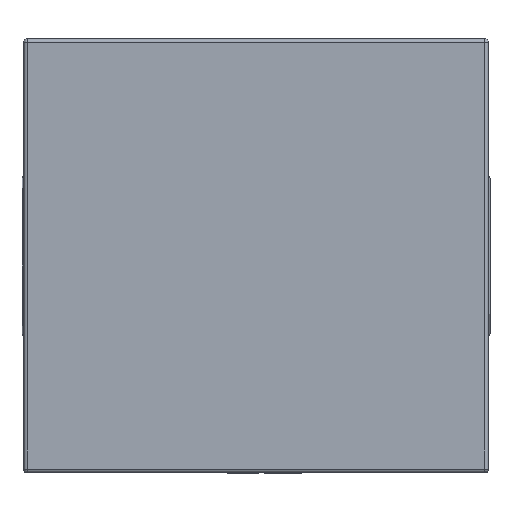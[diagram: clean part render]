
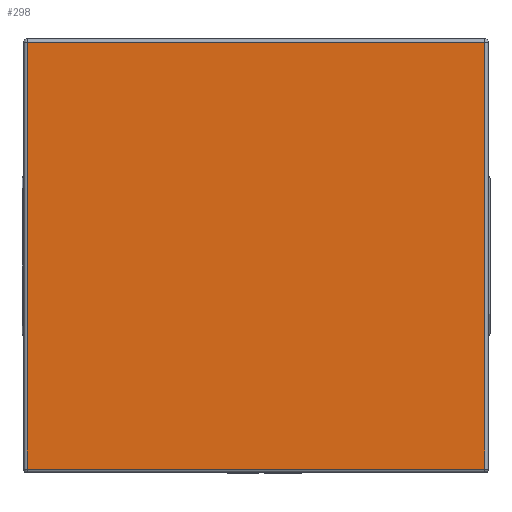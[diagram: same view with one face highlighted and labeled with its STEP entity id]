
A CAD part, top view. The second image highlights one B-rep face of the part: STEP entity #298.
In plain terms, the highlighted planar face has unit normal (0, 0, 1).
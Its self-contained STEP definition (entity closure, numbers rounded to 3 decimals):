
#36 = CARTESIAN_POINT ( 'NONE',  ( -6.65, 9.325, 3.125 ) ) ;
#298 = ADVANCED_FACE ( 'NONE', ( #6054 ), #3841, .T. ) ;
#514 = LINE ( 'NONE', #13030, #5896 ) ;
#854 = VECTOR ( 'NONE', #13139, 1000. ) ;
#1089 = VERTEX_POINT ( 'NONE', #9297 ) ;
#1160 = VERTEX_POINT ( 'NONE', #7351 ) ;
#1307 = EDGE_CURVE ( 'NONE', #9216, #1160, #8877, .T. ) ;
#2160 = ORIENTED_EDGE ( 'NONE', *, *, #3779, .T. ) ;
#2816 = VECTOR ( 'NONE', #9365, 1000. ) ;
#3059 = AXIS2_PLACEMENT_3D ( 'NONE', #11687, #12849, #3211 ) ;
#3070 = DIRECTION ( 'NONE',  ( 1., 0., 0. ) ) ;
#3130 = ORIENTED_EDGE ( 'NONE', *, *, #5130, .T. ) ;
#3211 = DIRECTION ( 'NONE',  ( 0., -1., 0. ) ) ;
#3779 = EDGE_CURVE ( 'NONE', #1160, #9995, #12635, .T. ) ;
#3841 = PLANE ( 'NONE',  #3059 ) ;
#5107 = CARTESIAN_POINT ( 'NONE',  ( -6.65, 9.325, 3.125 ) ) ;
#5130 = EDGE_CURVE ( 'NONE', #1089, #9216, #6302, .T. ) ;
#5675 = CARTESIAN_POINT ( 'NONE',  ( -6.65, -3.075, 3.125 ) ) ;
#5896 = VECTOR ( 'NONE', #11069, 1000. ) ;
#6054 = FACE_OUTER_BOUND ( 'NONE', #8599, .T. ) ;
#6298 = CARTESIAN_POINT ( 'NONE',  ( 6.65, -3.075, 3.125 ) ) ;
#6302 = LINE ( 'NONE', #5107, #2816 ) ;
#6580 = ORIENTED_EDGE ( 'NONE', *, *, #8243, .T. ) ;
#7351 = CARTESIAN_POINT ( 'NONE',  ( -6.65, -3.075, 3.125 ) ) ;
#7446 = CARTESIAN_POINT ( 'NONE',  ( 6.65, -3.075, 3.125 ) ) ;
#8243 = EDGE_CURVE ( 'NONE', #9995, #1089, #514, .T. ) ;
#8599 = EDGE_LOOP ( 'NONE', ( #3130, #12667, #2160, #6580 ) ) ;
#8877 = LINE ( 'NONE', #5675, #854 ) ;
#9216 = VERTEX_POINT ( 'NONE', #36 ) ;
#9297 = CARTESIAN_POINT ( 'NONE',  ( 6.65, 9.325, 3.125 ) ) ;
#9365 = DIRECTION ( 'NONE',  ( -1., 0., 0. ) ) ;
#9995 = VERTEX_POINT ( 'NONE', #6298 ) ;
#11069 = DIRECTION ( 'NONE',  ( 0., 1., 0. ) ) ;
#11687 = CARTESIAN_POINT ( 'NONE',  ( 0., 3.125, 3.125 ) ) ;
#12010 = VECTOR ( 'NONE', #3070, 1000. ) ;
#12635 = LINE ( 'NONE', #7446, #12010 ) ;
#12667 = ORIENTED_EDGE ( 'NONE', *, *, #1307, .T. ) ;
#12849 = DIRECTION ( 'NONE',  ( 0., 0., 1. ) ) ;
#13030 = CARTESIAN_POINT ( 'NONE',  ( 6.65, 9.325, 3.125 ) ) ;
#13139 = DIRECTION ( 'NONE',  ( 0., -1., 0. ) ) ;
